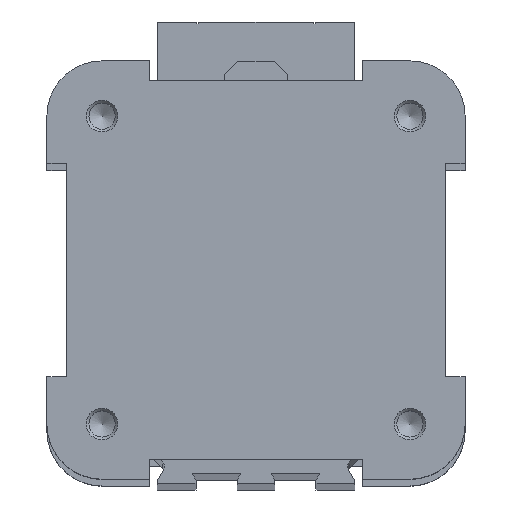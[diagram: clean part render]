
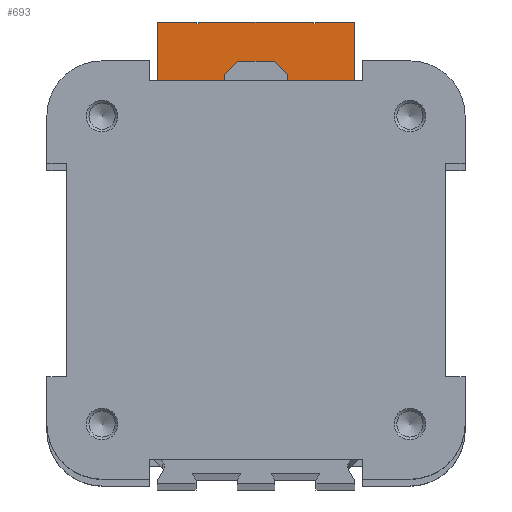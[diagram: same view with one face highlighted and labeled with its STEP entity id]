
A CAD part, top view. The second image highlights one B-rep face of the part: STEP entity #693.
In plain terms, the highlighted planar face has unit normal (0, 0, 1).
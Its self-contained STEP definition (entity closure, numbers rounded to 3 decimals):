
#693 = ADVANCED_FACE( '', ( #1418 ), #1419, .T. );
#1418 = FACE_OUTER_BOUND( '', #2163, .T. );
#1419 = PLANE( '', #2164 );
#2163 = EDGE_LOOP( '', ( #3985, #3986, #3987, #3988, #3989, #3990, #3991, #3992, #3993, #3994, #3995, #3996, #3997, #3998, #3999, #4000 ) );
#2164 = AXIS2_PLACEMENT_3D( '', #4001, #4002, #4003 );
#3985 = ORIENTED_EDGE( '', *, *, #4470, .T. );
#3986 = ORIENTED_EDGE( '', *, *, #4691, .T. );
#3987 = ORIENTED_EDGE( '', *, *, #4726, .T. );
#3988 = ORIENTED_EDGE( '', *, *, #5071, .T. );
#3989 = ORIENTED_EDGE( '', *, *, #5047, .T. );
#3990 = ORIENTED_EDGE( '', *, *, #5072, .T. );
#3991 = ORIENTED_EDGE( '', *, *, #4550, .T. );
#3992 = ORIENTED_EDGE( '', *, *, #5051, .T. );
#3993 = ORIENTED_EDGE( '', *, *, #4383, .T. );
#3994 = ORIENTED_EDGE( '', *, *, #4931, .T. );
#3995 = ORIENTED_EDGE( '', *, *, #4890, .T. );
#3996 = ORIENTED_EDGE( '', *, *, #4558, .T. );
#3997 = ORIENTED_EDGE( '', *, *, #4678, .T. );
#3998 = ORIENTED_EDGE( '', *, *, #4525, .T. );
#3999 = ORIENTED_EDGE( '', *, *, #4413, .T. );
#4000 = ORIENTED_EDGE( '', *, *, #4835, .T. );
#4001 = CARTESIAN_POINT( '', ( 0., 0., 428. ) );
#4002 = DIRECTION( '', ( 0., 0., 1. ) );
#4003 = DIRECTION( '', ( 1., 0., 0. ) );
#4383 = EDGE_CURVE( '', #5217, #5215, #5218, .T. );
#4413 = EDGE_CURVE( '', #5273, #5271, #5274, .T. );
#4470 = EDGE_CURVE( '', #5370, #5368, #5371, .T. );
#4525 = EDGE_CURVE( '', #5468, #5273, #5469, .T. );
#4550 = EDGE_CURVE( '', #5512, #5510, #5513, .T. );
#4558 = EDGE_CURVE( '', #5526, #5524, #5527, .T. );
#4678 = EDGE_CURVE( '', #5524, #5468, #5711, .T. );
#4691 = EDGE_CURVE( '', #5368, #5729, #5730, .T. );
#4726 = EDGE_CURVE( '', #5729, #5783, #5785, .T. );
#4835 = EDGE_CURVE( '', #5271, #5370, #5947, .T. );
#4890 = EDGE_CURVE( '', #6018, #5526, #6019, .T. );
#4931 = EDGE_CURVE( '', #5215, #6018, #6069, .T. );
#5047 = EDGE_CURVE( '', #6204, #6206, #6208, .T. );
#5051 = EDGE_CURVE( '', #5510, #5217, #6212, .T. );
#5071 = EDGE_CURVE( '', #5783, #6204, #6234, .T. );
#5072 = EDGE_CURVE( '', #6206, #5512, #6235, .T. );
#5215 = VERTEX_POINT( '', #6406 );
#5217 = VERTEX_POINT( '', #6409 );
#5218 = LINE( '', #6410, #6411 );
#5271 = VERTEX_POINT( '', #6486 );
#5273 = VERTEX_POINT( '', #6489 );
#5274 = LINE( '', #6490, #6491 );
#5368 = VERTEX_POINT( '', #6622 );
#5370 = VERTEX_POINT( '', #6625 );
#5371 = LINE( '', #6626, #6627 );
#5468 = VERTEX_POINT( '', #6761 );
#5469 = LINE( '', #6762, #6763 );
#5510 = VERTEX_POINT( '', #6820 );
#5512 = VERTEX_POINT( '', #6823 );
#5513 = LINE( '', #6824, #6825 );
#5524 = VERTEX_POINT( '', #6840 );
#5526 = VERTEX_POINT( '', #6843 );
#5527 = LINE( '', #6844, #6845 );
#5711 = LINE( '', #7102, #7103 );
#5729 = VERTEX_POINT( '', #7128 );
#5730 = LINE( '', #7129, #7130 );
#5783 = VERTEX_POINT( '', #7205 );
#5785 = CIRCLE( '', #7208, 31.5 );
#5947 = LINE( '', #7437, #7438 );
#6018 = VERTEX_POINT( '', #7544 );
#6019 = LINE( '', #7545, #7546 );
#6069 = LINE( '', #7617, #7618 );
#6204 = VERTEX_POINT( '', #7816 );
#6206 = VERTEX_POINT( '', #7819 );
#6208 = LINE( '', #7822, #7823 );
#6212 = LINE( '', #7827, #7828 );
#6234 = LINE( '', #7854, #7855 );
#6235 = LINE( '', #7856, #7857 );
#6406 = CARTESIAN_POINT( '', ( 14.5, 62.5, 428. ) );
#6409 = CARTESIAN_POINT( '', ( 15., 62.5, 428. ) );
#6410 = CARTESIAN_POINT( '', ( 15., 62.5, 428. ) );
#6411 = VECTOR( '', #7970, 1000. );
#6486 = CARTESIAN_POINT( '', ( -25., 63., 428. ) );
#6489 = CARTESIAN_POINT( '', ( -15., 63., 428. ) );
#6490 = CARTESIAN_POINT( '', ( -15., 63., 428. ) );
#6491 = VECTOR( '', #8003, 1000. );
#6622 = CARTESIAN_POINT( '', ( -4., 41., 428. ) );
#6625 = CARTESIAN_POINT( '', ( -25., 41., 428. ) );
#6626 = CARTESIAN_POINT( '', ( -25., 41., 428. ) );
#6627 = VECTOR( '', #8060, 1000. );
#6761 = CARTESIAN_POINT( '', ( -15., 62.5, 428. ) );
#6762 = CARTESIAN_POINT( '', ( -15., 62.5, 428. ) );
#6763 = VECTOR( '', #8128, 1000. );
#6820 = CARTESIAN_POINT( '', ( 15., 63., 428. ) );
#6823 = CARTESIAN_POINT( '', ( 25., 63., 428. ) );
#6824 = CARTESIAN_POINT( '', ( 25., 63., 428. ) );
#6825 = VECTOR( '', #8155, 1000. );
#6840 = CARTESIAN_POINT( '', ( -14.5, 62.5, 428. ) );
#6843 = CARTESIAN_POINT( '', ( -14.5, 63., 428. ) );
#6844 = CARTESIAN_POINT( '', ( -14.5, 63., 428. ) );
#6845 = VECTOR( '', #8164, 1000. );
#7102 = CARTESIAN_POINT( '', ( -14.5, 62.5, 428. ) );
#7103 = VECTOR( '', #8283, 1000. );
#7128 = CARTESIAN_POINT( '', ( -4., 31.245, 428. ) );
#7129 = CARTESIAN_POINT( '', ( -4., 42., 428. ) );
#7130 = VECTOR( '', #8294, 1000. );
#7205 = CARTESIAN_POINT( '', ( 4., 31.245, 428. ) );
#7208 = AXIS2_PLACEMENT_3D( '', #8336, #8337, #8338 );
#7437 = CARTESIAN_POINT( '', ( -25., 63., 428. ) );
#7438 = VECTOR( '', #8445, 1000. );
#7544 = CARTESIAN_POINT( '', ( 14.5, 63., 428. ) );
#7545 = CARTESIAN_POINT( '', ( 14.5, 63., 428. ) );
#7546 = VECTOR( '', #8484, 1000. );
#7617 = CARTESIAN_POINT( '', ( 14.5, 62.5, 428. ) );
#7618 = VECTOR( '', #8527, 1000. );
#7816 = CARTESIAN_POINT( '', ( 4., 41., 428. ) );
#7819 = CARTESIAN_POINT( '', ( 25., 41., 428. ) );
#7822 = CARTESIAN_POINT( '', ( -25., 41., 428. ) );
#7823 = VECTOR( '', #8620, 1000. );
#7827 = CARTESIAN_POINT( '', ( 15., 63., 428. ) );
#7828 = VECTOR( '', #8624, 1000. );
#7854 = CARTESIAN_POINT( '', ( 4., 31.245, 428. ) );
#7855 = VECTOR( '', #8638, 1000. );
#7856 = CARTESIAN_POINT( '', ( 25., 41., 428. ) );
#7857 = VECTOR( '', #8639, 1000. );
#7970 = DIRECTION( '', ( -1., 0., 0. ) );
#8003 = DIRECTION( '', ( -1., 0., 0. ) );
#8060 = DIRECTION( '', ( 1., 0., 0. ) );
#8128 = DIRECTION( '', ( 0., 1., 0. ) );
#8155 = DIRECTION( '', ( -1., 0., 0. ) );
#8164 = DIRECTION( '', ( 0., -1., 0. ) );
#8283 = DIRECTION( '', ( -1., 0., 0. ) );
#8294 = DIRECTION( '', ( 0., -1., 0. ) );
#8336 = CARTESIAN_POINT( '', ( 0., 0., 428. ) );
#8337 = DIRECTION( '', ( 0., 0., 1. ) );
#8338 = DIRECTION( '', ( 1., 0., 0. ) );
#8445 = DIRECTION( '', ( 0., -1., 0. ) );
#8484 = DIRECTION( '', ( -1., 0., 0. ) );
#8527 = DIRECTION( '', ( 0., 1., 0. ) );
#8620 = DIRECTION( '', ( 1., 0., 0. ) );
#8624 = DIRECTION( '', ( 0., -1., 0. ) );
#8638 = DIRECTION( '', ( 0., 1., 0. ) );
#8639 = DIRECTION( '', ( 0., 1., 0. ) );
